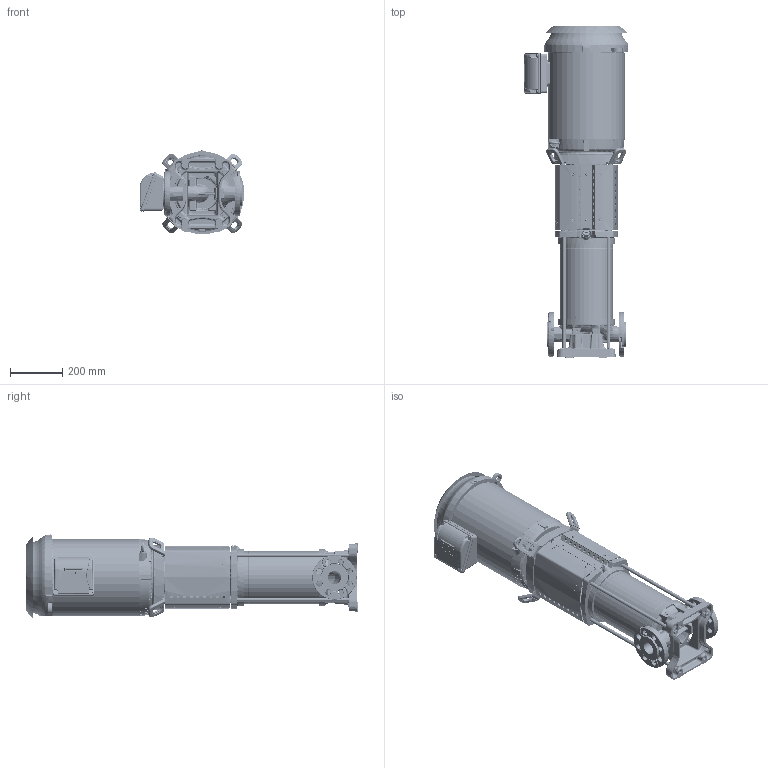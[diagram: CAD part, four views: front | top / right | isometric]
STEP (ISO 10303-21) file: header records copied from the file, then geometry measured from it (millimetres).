
FILE_DESCRIPTION(/* description */ (''),/* implementation_level */ '2;1');
FILE_NAME(/* name */ '2700869 - HELIX V110-05_3-1_A3_E_KS_N_15_3_Shrinkwrap_1.stp',/* time_stamp */ '2022-03-25T10:58:44-05:00',/* author */ ('faliszekte'),/* organization */ (''),/* preprocessor_version */ 'ST-DEVELOPER v18.1',/* originating_system */ 'Autodesk Inventor 2021',/* authorisation */ '');
FILE_SCHEMA (('AUTOMOTIVE_DESIGN { 1 0 10303 214 3 1 1 }'));
Length unit declared in the file: inch
Products named in the file (1): 2700869 - HELIX V110-05_3-1_A3_E_KS_N_15_3_Shrinkwrap_1
Bounding box: 400.85 x 1270.9 x 323.34 mm (x, y, z)
Volume: 22190601.7 mm3; surface area: 2810595.8 mm2
Topology: 3 solids, 95 shells, 5015 faces, 14936 edges, 9756 vertices
Faces by surface type: cylinder 1609, bspline 1264, plane 1203, torus 435, cone 426, sphere 78
Full cylindrical faces by diameter (mm): 0.833 x4, 2 x2, 4 x2, 4.918 x5, 6 x2, 8 x8, 8.9 x4, 9.5 x3, 10.25 x3, 14 x10, 14.376 x168, 16 x168, 16.662 x1, 17.5 x1, 18 x8, 18.64 x1, 20.813 x1, 31 x1, 47.6 x1, 61 x2, 88 x1, 99 x2, 110.3 x3, 114 x1, 119.6 x1, 200 x1, 203 x2, 204 x1, 215.9 x1, 220 x1
Entity records: 349181 total; most frequent: CARTESIAN_POINT 221820, ORIENTED_EDGE 26391, DIRECTION 23483, EDGE_CURVE 14854, VERTEX_POINT 9756, AXIS2_PLACEMENT_3D 9233, EDGE_LOOP 5309, LINE 5017
